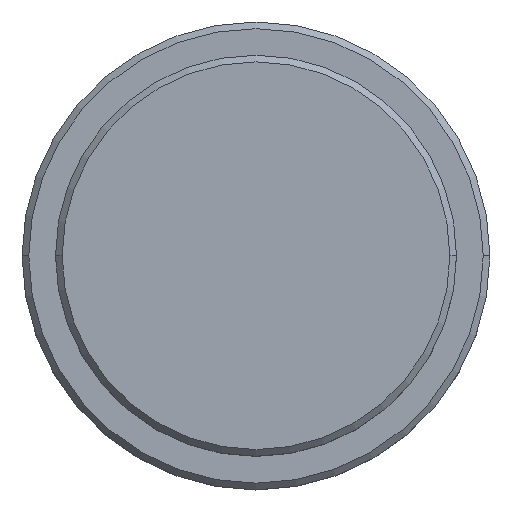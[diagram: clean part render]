
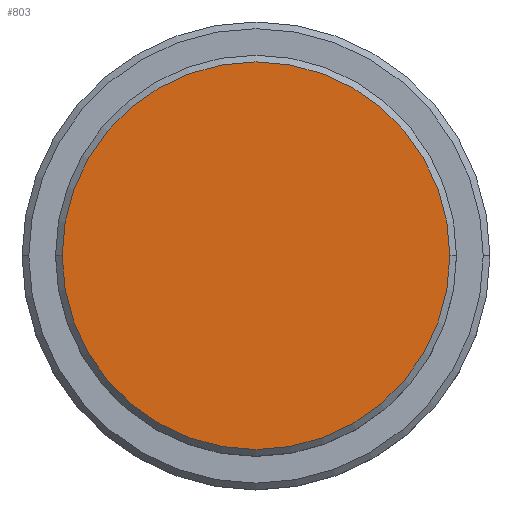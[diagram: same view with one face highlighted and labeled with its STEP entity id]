
A CAD part, top view. The second image highlights one B-rep face of the part: STEP entity #803.
In plain terms, the highlighted planar face has unit normal (0, 0, 1).
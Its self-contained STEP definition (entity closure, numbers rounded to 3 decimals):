
#20 = DIRECTION ( 'NONE',  ( 0., 0., 1. ) ) ;
#116 = DIRECTION ( 'NONE',  ( 1., 0., 0. ) ) ;
#165 = VERTEX_POINT ( 'NONE', #1074 ) ;
#227 = FACE_OUTER_BOUND ( 'NONE', #1264, .T. ) ;
#403 = AXIS2_PLACEMENT_3D ( 'NONE', #510, #1142, #831 ) ;
#422 = CARTESIAN_POINT ( 'NONE',  ( 14.5, 0., 0. ) ) ;
#510 = CARTESIAN_POINT ( 'NONE',  ( 0., 0., 0. ) ) ;
#553 = CARTESIAN_POINT ( 'NONE',  ( 0., 0., 0. ) ) ;
#585 = CARTESIAN_POINT ( 'NONE',  ( 0., 0., 0. ) ) ;
#668 = EDGE_CURVE ( 'NONE', #1152, #165, #1081, .T. ) ;
#677 = DIRECTION ( 'NONE',  ( 1., 0., 0. ) ) ;
#803 = ADVANCED_FACE ( 'NONE', ( #227 ), #1020, .T. ) ;
#831 = DIRECTION ( 'NONE',  ( 1., 0., 0. ) ) ;
#846 = AXIS2_PLACEMENT_3D ( 'NONE', #553, #970, #116 ) ;
#878 = EDGE_CURVE ( 'NONE', #165, #1152, #1259, .T. ) ;
#933 = AXIS2_PLACEMENT_3D ( 'NONE', #585, #20, #677 ) ;
#970 = DIRECTION ( 'NONE',  ( 0., 0., 1. ) ) ;
#1020 = PLANE ( 'NONE',  #933 ) ;
#1047 = ORIENTED_EDGE ( 'NONE', *, *, #878, .T. ) ;
#1074 = CARTESIAN_POINT ( 'NONE',  ( -14.5, 0., 0. ) ) ;
#1081 = CIRCLE ( 'NONE', #846, 14.5 ) ;
#1137 = ORIENTED_EDGE ( 'NONE', *, *, #668, .T. ) ;
#1142 = DIRECTION ( 'NONE',  ( 0., 0., 1. ) ) ;
#1152 = VERTEX_POINT ( 'NONE', #422 ) ;
#1259 = CIRCLE ( 'NONE', #403, 14.5 ) ;
#1264 = EDGE_LOOP ( 'NONE', ( #1047, #1137 ) ) ;
